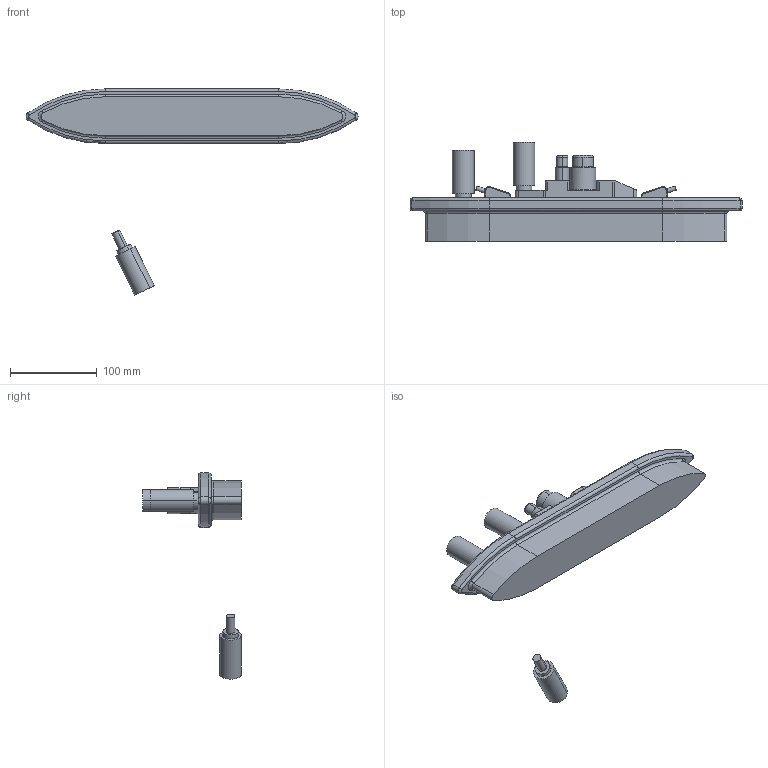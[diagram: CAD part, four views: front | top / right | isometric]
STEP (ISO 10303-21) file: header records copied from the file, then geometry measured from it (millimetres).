
FILE_DESCRIPTION (( 'STEP AP203' ), '1' );
FILE_NAME ('battle ship.STEP', '2013-04-15T04:02:59', ( '' ), ( '' ), 'SwSTEP 2.0', 'SolidWorks 2011', '' );
FILE_SCHEMA (( 'CONFIG_CONTROL_DESIGN' ));
Length unit declared in the file: millimetre
Products named in the file (4): battle ship; Failed-shot; shot; ship
Assembly tree (4 placements, depth 2):
  battle ship
    shot  x2
    ship
    Failed-shot
Bounding box: 382.74 x 114 x 237.75 mm (x, y, z)
Volume: 960150.7 mm3; surface area: 109037.2 mm2
Topology: 4 solids, 4 shells, 289 faces, 667 edges, 405 vertices
Faces by surface type: cylinder 137, plane 74, torus 47, bspline 31
Entity records: 10209 total; most frequent: CARTESIAN_POINT 3676, DIRECTION 1294, ORIENTED_EDGE 1290, EDGE_CURVE 645, AXIS2_PLACEMENT_3D 527, VERTEX_POINT 393, EDGE_LOOP 300, ADVANCED_FACE 279
